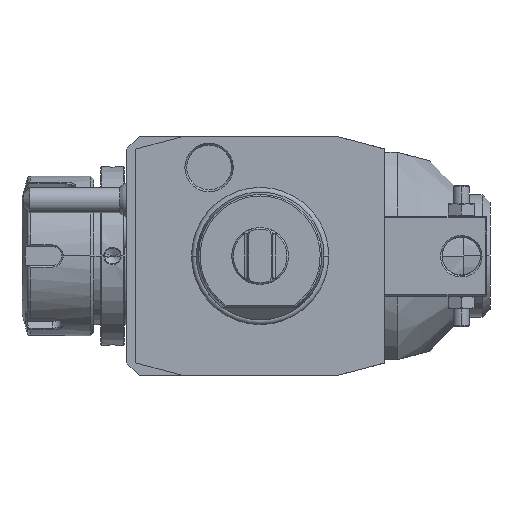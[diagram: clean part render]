
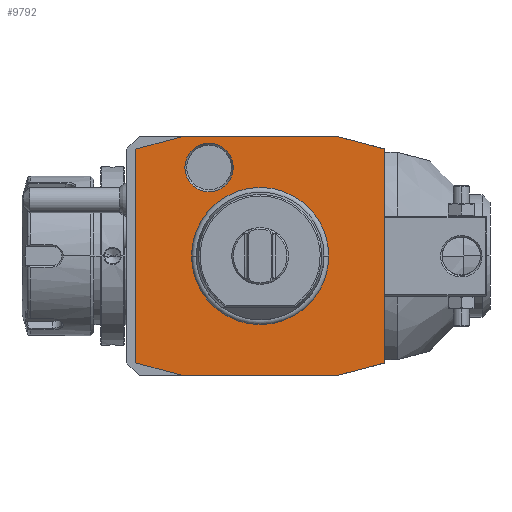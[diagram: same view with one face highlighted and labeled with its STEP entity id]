
A CAD part, front view. The second image highlights one B-rep face of the part: STEP entity #9792.
In plain terms, the highlighted planar face has unit normal (0, -1, 0).
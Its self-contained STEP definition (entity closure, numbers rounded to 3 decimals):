
#1=DIRECTION('',(-0.966,0.,0.259));
#2=VECTOR('',#1,15.529);
#3=CARTESIAN_POINT('',(39.,0.,33.481));
#4=LINE('',#3,#2);
#5=DIRECTION('',(0.,0.,1.));
#6=VECTOR('',#5,66.962);
#7=CARTESIAN_POINT('',(39.,0.,-33.481));
#8=LINE('',#7,#6);
#9=DIRECTION('',(0.966,0.,0.259));
#10=VECTOR('',#9,15.529);
#11=CARTESIAN_POINT('',(24.,0.,-37.5));
#12=LINE('',#11,#10);
#13=DIRECTION('',(1.,0.,0.));
#14=VECTOR('',#13,48.);
#15=CARTESIAN_POINT('',(-24.,0.,-37.5));
#16=LINE('',#15,#14);
#17=DIRECTION('',(0.966,0.,-0.259));
#18=VECTOR('',#17,15.529);
#19=CARTESIAN_POINT('',(-39.,0.,-33.481));
#20=LINE('',#19,#18);
#21=DIRECTION('',(0.,0.,-1.));
#22=VECTOR('',#21,66.962);
#23=CARTESIAN_POINT('',(-39.,0.,33.481));
#24=LINE('',#23,#22);
#25=DIRECTION('',(-0.966,0.,-0.259));
#26=VECTOR('',#25,15.529);
#27=CARTESIAN_POINT('',(-24.,0.,37.5));
#28=LINE('',#27,#26);
#29=DIRECTION('',(-1.,0.,0.));
#30=VECTOR('',#29,48.);
#31=CARTESIAN_POINT('',(24.,0.,37.5));
#32=LINE('',#31,#30);
#33=CARTESIAN_POINT('',(-16.,0.,27.713));
#34=DIRECTION('',(0.,1.,0.));
#35=DIRECTION('',(-1.,0.,0.));
#36=AXIS2_PLACEMENT_3D('',#33,#34,#35);
#38=CARTESIAN_POINT('',(-16.,0.,27.713));
#39=DIRECTION('',(0.,1.,0.));
#40=DIRECTION('',(1.,0.,0.));
#41=AXIS2_PLACEMENT_3D('',#38,#39,#40);
#7244=CARTESIAN_POINT('',(0.,0.,0.));
#7245=DIRECTION('',(0.,-1.,0.));
#7246=DIRECTION('',(1.,0.,0.));
#7247=AXIS2_PLACEMENT_3D('',#7244,#7245,#7246);
#7249=CARTESIAN_POINT('',(0.,0.,0.));
#7250=DIRECTION('',(0.,-1.,0.));
#7251=DIRECTION('',(-1.,0.,0.));
#7252=AXIS2_PLACEMENT_3D('',#7249,#7250,#7251);
#8799=CARTESIAN_POINT('',(-23.577,0.,
27.713));
#8800=CARTESIAN_POINT('',(-8.423,0.,
27.713));
#8801=VERTEX_POINT('',#8799);
#8802=VERTEX_POINT('',#8800);
#9566=CARTESIAN_POINT('',(39.,0.,33.481));
#9567=CARTESIAN_POINT('',(24.,0.,37.5));
#9568=VERTEX_POINT('',#9566);
#9569=VERTEX_POINT('',#9567);
#9570=CARTESIAN_POINT('',(-24.,0.,37.5));
#9571=VERTEX_POINT('',#9570);
#9572=CARTESIAN_POINT('',(-39.,0.,33.481));
#9573=VERTEX_POINT('',#9572);
#9574=CARTESIAN_POINT('',(-39.,0.,-33.481));
#9575=VERTEX_POINT('',#9574);
#9576=CARTESIAN_POINT('',(-24.,0.,-37.5));
#9577=VERTEX_POINT('',#9576);
#9578=CARTESIAN_POINT('',(24.,0.,-37.5));
#9579=VERTEX_POINT('',#9578);
#9580=CARTESIAN_POINT('',(39.,0.,-33.481));
#9581=VERTEX_POINT('',#9580);
#9625=CARTESIAN_POINT('',(21.137,0.,0.));
#9626=CARTESIAN_POINT('',(-21.137,0.,0.));
#9627=VERTEX_POINT('',#9625);
#9628=VERTEX_POINT('',#9626);
#9757=CARTESIAN_POINT('',(0.,0.,0.));
#9758=DIRECTION('',(0.,-1.,0.));
#9759=DIRECTION('',(-1.,0.,0.));
#9760=AXIS2_PLACEMENT_3D('',#9757,#9758,#9759);
#9761=PLANE('',#9760);
#9763=ORIENTED_EDGE('',*,*,#9762,.F.);
#9765=ORIENTED_EDGE('',*,*,#9764,.F.);
#9767=ORIENTED_EDGE('',*,*,#9766,.F.);
#9769=ORIENTED_EDGE('',*,*,#9768,.F.);
#9771=ORIENTED_EDGE('',*,*,#9770,.F.);
#9773=ORIENTED_EDGE('',*,*,#9772,.F.);
#9775=ORIENTED_EDGE('',*,*,#9774,.F.);
#9777=ORIENTED_EDGE('',*,*,#9776,.F.);
#9778=EDGE_LOOP('',(#9763,#9765,#9767,#9769,#9771,#9773,#9775,#9777));
#9779=FACE_OUTER_BOUND('',#9778,.F.);
#9781=ORIENTED_EDGE('',*,*,#9780,.T.);
#9783=ORIENTED_EDGE('',*,*,#9782,.T.);
#9784=EDGE_LOOP('',(#9781,#9783));
#9785=FACE_BOUND('',#9784,.F.);
#9787=ORIENTED_EDGE('',*,*,#9786,.F.);
#9789=ORIENTED_EDGE('',*,*,#9788,.F.);
#9790=EDGE_LOOP('',(#9787,#9789));
#9791=FACE_BOUND('',#9790,.F.);
#37=CIRCLE('',#36,7.577);
#42=CIRCLE('',#41,7.577);
#7248=CIRCLE('',#7247,21.137);
#7253=CIRCLE('',#7252,21.137);
#9762=EDGE_CURVE('',#9568,#9569,#4,.T.);
#9764=EDGE_CURVE('',#9581,#9568,#8,.T.);
#9766=EDGE_CURVE('',#9579,#9581,#12,.T.);
#9768=EDGE_CURVE('',#9577,#9579,#16,.T.);
#9770=EDGE_CURVE('',#9575,#9577,#20,.T.);
#9772=EDGE_CURVE('',#9573,#9575,#24,.T.);
#9774=EDGE_CURVE('',#9571,#9573,#28,.T.);
#9776=EDGE_CURVE('',#9569,#9571,#32,.T.);
#9780=EDGE_CURVE('',#9627,#9628,#7248,.T.);
#9782=EDGE_CURVE('',#9628,#9627,#7253,.T.);
#9786=EDGE_CURVE('',#8801,#8802,#37,.T.);
#9788=EDGE_CURVE('',#8802,#8801,#42,.T.);
#9792=ADVANCED_FACE('',(#9779,#9785,#9791),#9761,.T.);
